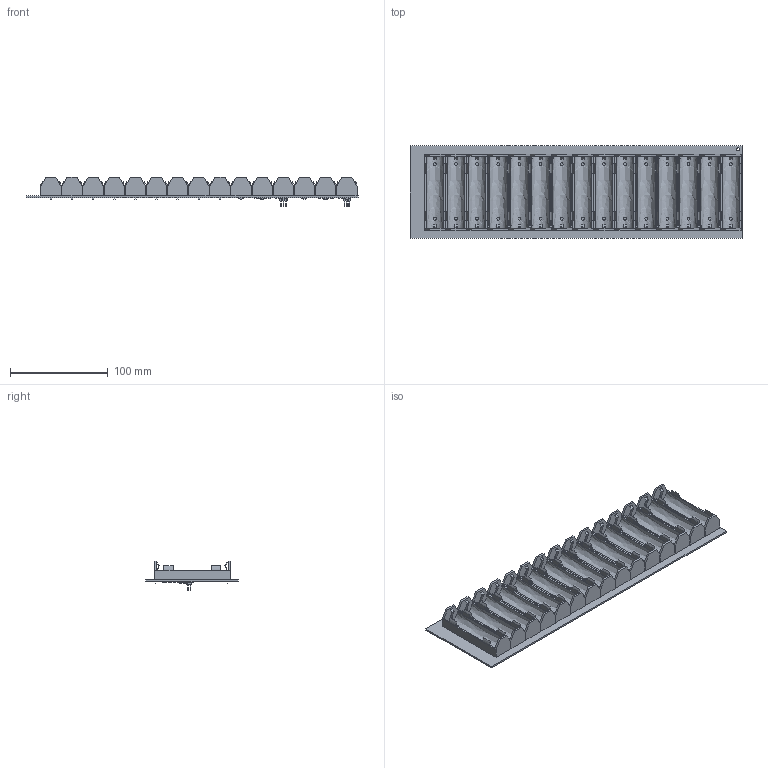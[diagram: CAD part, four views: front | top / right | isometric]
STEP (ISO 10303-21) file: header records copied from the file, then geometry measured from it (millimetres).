
FILE_DESCRIPTION(('KiCad electronic assembly'),'2;1');
FILE_NAME('DIY_LiionBatterypackBMS_5s_V1.step','2022-03-19T15:25:52',( 'Pcbnew'),('Kicad'),'Open CASCADE STEP processor 7.5', 'KiCad to STEP converter','Unknown');
FILE_SCHEMA(('AUTOMOTIVE_DESIGN { 1 0 10303 214 1 1 1 1 }'));
Length unit declared in the file: millimetre
Products named in the file (18): DIY_LiionBatterypackBMS_5s_V1 1; BatteryHolder_MPD_BH-18650-PC2; SOLID; R_0805_2012Metric; R_2010_5025Metric; SOT-23; LED_0805_2012Metric; C_0805_2012Metric; PinHeader_2x03_P2.54mm_Vertical_SMD; SOIC-14_3.9x8.7mm_P1.27mm; DIY_LiionBatterypackBMS_5s_V1 PCB
Assembly tree (82 placements, depth 3):
  DIY_LiionBatterypackBMS_5s_V1 1
    BatteryHolder_MPD_BH-18650-PC2  x15
      SOLID
    R_0805_2012Metric  x22
      SOLID
    R_2010_5025Metric  x18
      SOLID
    SOT-23  x4
      SOLID
    LED_0805_2012Metric  x4
      SOLID
    C_0805_2012Metric  x6
      SOLID
    PinHeader_2x03_P2.54mm_Vertical_SMD  x2
      SOLID
    SOIC-14_3.9x8.7mm_P1.27mm  x2
      SOLID
    DIY_LiionBatterypackBMS_5s_V1 PCB
Bounding box: 339.09 x 94.61 x 30 mm (x, y, z)
Volume: 148222.8 mm3; surface area: 178127.8 mm2
Topology: 74 solids, 74 shells, 3497 faces, 9035 edges, 5788 vertices
Faces by surface type: bspline 3430, cylinder 61, plane 6
Full cylindrical faces by diameter (mm): 1.2 x30, 2 x30, 3.2 x1
Entity records: 48375 total; most frequent: CARTESIAN_POINT 17301, B_SPLINE_CURVE_WITH_KNOTS 4586, ORIENTED_EDGE 3762, PCURVE 3762, DEFINITIONAL_REPRESENTATION 3762, EDGE_CURVE 1881, SURFACE_CURVE 1817, VERTEX_POINT 1190
